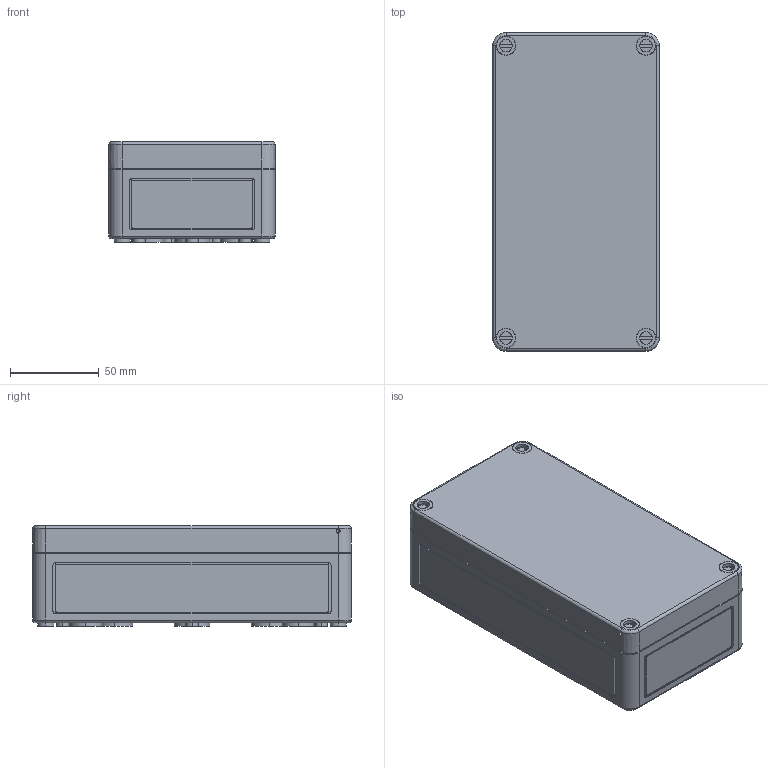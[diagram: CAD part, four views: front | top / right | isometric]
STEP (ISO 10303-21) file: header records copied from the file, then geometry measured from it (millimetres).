
FILE_DESCRIPTION (( 'STEP AP203' ), '1' );
FILE_NAME ('60091812.step', '2014-12-03T14:59:51', ( 'Windows-Benutzer' ), ( '' ), 'SwSTEP 2.0', 'SolidWorks 2014', '' );
FILE_SCHEMA (( 'CONFIG_CONTROL_DESIGN' ));
Length unit declared in the file: millimetre
Products named in the file (4): Kasten_TK1809-o60091812; Deckel_TK1809-6-t60091812; Schraube_TK34mm-schwarz60091812; 60091812
Assembly tree (6 placements, depth 2):
  60091812
    Kasten_TK1809-o60091812
    Deckel_TK1809-6-t60091812
    Schraube_TK34mm-schwarz60091812  x4
Bounding box: 94 x 180 x 56.7 mm (x, y, z)
Volume: 199843.5 mm3; surface area: 152262.2 mm2
Topology: 6 solids, 6 shells, 809 faces, 2064 edges, 1347 vertices
Faces by surface type: plane 395, cylinder 332, cone 64, torus 16, sphere 2
Entity records: 21350 total; most frequent: DIRECTION 3808, CARTESIAN_POINT 3707, ORIENTED_EDGE 3468, EDGE_CURVE 1734, AXIS2_PLACEMENT_3D 1412, VERTEX_POINT 1131, VECTOR 984, LINE 984
